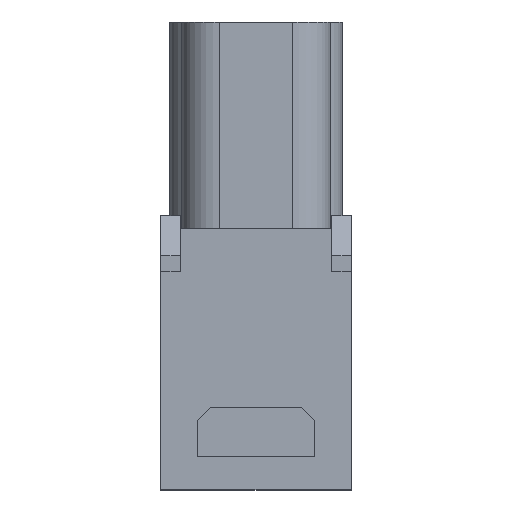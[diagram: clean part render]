
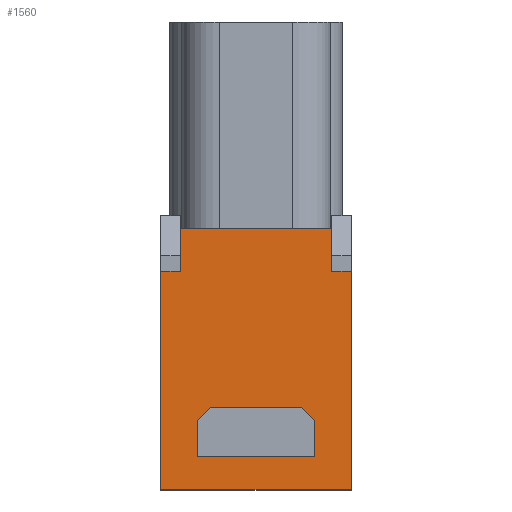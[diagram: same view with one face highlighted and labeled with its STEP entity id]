
A CAD part, top view. The second image highlights one B-rep face of the part: STEP entity #1560.
In plain terms, the highlighted planar face has unit normal (0, 0, 1).
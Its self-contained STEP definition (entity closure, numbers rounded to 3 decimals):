
#1266=FACE_BOUND('',#2288,.T.);
#1267=FACE_BOUND('',#2289,.T.);
#1560=ADVANCED_FACE('',(#1266,#1267),#1761,.T.);
#1761=PLANE('',#6156);
#2288=EDGE_LOOP('',(#3357,#3358,#3359,#3360,#3361,#3362));
#2289=EDGE_LOOP('',(#3363,#3364,#3365,#3366,#3367,#3368,#3369,#3370));
#3357=ORIENTED_EDGE('',*,*,#4345,.T.);
#3358=ORIENTED_EDGE('',*,*,#4334,.T.);
#3359=ORIENTED_EDGE('',*,*,#4337,.T.);
#3360=ORIENTED_EDGE('',*,*,#4339,.T.);
#3361=ORIENTED_EDGE('',*,*,#4341,.T.);
#3362=ORIENTED_EDGE('',*,*,#4343,.T.);
#3363=ORIENTED_EDGE('',*,*,#4592,.T.);
#3364=ORIENTED_EDGE('',*,*,#4593,.T.);
#3365=ORIENTED_EDGE('',*,*,#4590,.T.);
#3366=ORIENTED_EDGE('',*,*,#4575,.T.);
#3367=ORIENTED_EDGE('',*,*,#4594,.F.);
#3368=ORIENTED_EDGE('',*,*,#4572,.T.);
#3369=ORIENTED_EDGE('',*,*,#4561,.T.);
#3370=ORIENTED_EDGE('',*,*,#4533,.T.);
#3795=VERTEX_POINT('',#8551);
#3796=VERTEX_POINT('',#8552);
#3797=VERTEX_POINT('',#8557);
#3798=VERTEX_POINT('',#8561);
#3799=VERTEX_POINT('',#8565);
#3800=VERTEX_POINT('',#8569);
#3943=VERTEX_POINT('',#8991);
#3945=VERTEX_POINT('',#8995);
#3965=VERTEX_POINT('',#9053);
#3971=VERTEX_POINT('',#9074);
#3972=VERTEX_POINT('',#9078);
#3974=VERTEX_POINT('',#9081);
#3984=VERTEX_POINT('',#9111);
#3985=VERTEX_POINT('',#9115);
#4334=EDGE_CURVE('',#3795,#3796,#4918,.T.);
#4337=EDGE_CURVE('',#3796,#3797,#4921,.T.);
#4339=EDGE_CURVE('',#3797,#3798,#4923,.T.);
#4341=EDGE_CURVE('',#3798,#3799,#4925,.T.);
#4343=EDGE_CURVE('',#3799,#3800,#4927,.T.);
#4345=EDGE_CURVE('',#3800,#3795,#4929,.T.);
#4533=EDGE_CURVE('',#3943,#3945,#5037,.T.);
#4561=EDGE_CURVE('',#3965,#3943,#5065,.T.);
#4572=EDGE_CURVE('',#3971,#3965,#5076,.T.);
#4575=EDGE_CURVE('',#3974,#3972,#5079,.T.);
#4590=EDGE_CURVE('',#3984,#3974,#5094,.T.);
#4592=EDGE_CURVE('',#3945,#3985,#5096,.T.);
#4593=EDGE_CURVE('',#3985,#3984,#5097,.T.);
#4594=EDGE_CURVE('',#3971,#3972,#5098,.T.);
#4918=LINE('',#8550,#5416);
#4921=LINE('',#8556,#5419);
#4923=LINE('',#8560,#5421);
#4925=LINE('',#8564,#5423);
#4927=LINE('',#8568,#5425);
#4929=LINE('',#8572,#5427);
#5037=LINE('',#8996,#5535);
#5065=LINE('',#9052,#5563);
#5076=LINE('',#9073,#5574);
#5079=LINE('',#9080,#5577);
#5094=LINE('',#9110,#5592);
#5096=LINE('',#9114,#5594);
#5097=LINE('',#9116,#5595);
#5098=LINE('',#9117,#5596);
#5416=VECTOR('',#6747,1.);
#5419=VECTOR('',#6752,1.);
#5421=VECTOR('',#6756,1.);
#5423=VECTOR('',#6760,1.);
#5425=VECTOR('',#6764,1.);
#5427=VECTOR('',#6768,1.);
#5535=VECTOR('',#7218,1.);
#5563=VECTOR('',#7264,1.);
#5574=VECTOR('',#7283,1.);
#5577=VECTOR('',#7288,1.);
#5592=VECTOR('',#7313,1.);
#5594=VECTOR('',#7317,1.);
#5595=VECTOR('',#7318,1.);
#5596=VECTOR('',#7319,1.);
#6156=AXIS2_PLACEMENT_3D('',#9118,#7320,#7321);
#6747=DIRECTION('',(0.,-1.,0.));
#6752=DIRECTION('',(-1.,0.,0.));
#6756=DIRECTION('',(0.,1.,0.));
#6760=DIRECTION('',(0.707,0.707,0.));
#6764=DIRECTION('',(1.,0.,0.));
#6768=DIRECTION('',(0.707,-0.707,0.));
#7218=DIRECTION('',(-1.,0.,0.));
#7264=DIRECTION('',(0.,1.,0.));
#7283=DIRECTION('',(1.,0.,0.));
#7288=DIRECTION('',(-1.,0.,0.));
#7313=DIRECTION('',(0.,-1.,0.));
#7317=DIRECTION('',(0.,1.,0.));
#7318=DIRECTION('',(-1.,0.,0.));
#7319=DIRECTION('',(0.,1.,0.));
#7320=DIRECTION('',(0.,0.,1.));
#7321=DIRECTION('',(1.,0.,0.));
#8550=CARTESIAN_POINT('',(4.5,-12.5,15.15));
#8551=CARTESIAN_POINT('',(4.5,-12.5,15.15));
#8552=CARTESIAN_POINT('',(4.5,-15.3,15.15));
#8556=CARTESIAN_POINT('',(4.5,-15.3,15.15));
#8557=CARTESIAN_POINT('',(-4.5,-15.3,15.15));
#8560=CARTESIAN_POINT('',(-4.5,-15.3,15.15));
#8561=CARTESIAN_POINT('',(-4.5,-12.5,15.15));
#8564=CARTESIAN_POINT('',(-4.5,-12.5,15.15));
#8565=CARTESIAN_POINT('',(-3.5,-11.5,15.15));
#8568=CARTESIAN_POINT('',(-3.5,-11.5,15.15));
#8569=CARTESIAN_POINT('',(3.5,-11.5,15.15));
#8572=CARTESIAN_POINT('',(3.5,-11.5,15.15));
#8991=CARTESIAN_POINT('',(7.3,-1.1,15.15));
#8995=CARTESIAN_POINT('',(5.8,-1.1,15.15));
#8996=CARTESIAN_POINT('',(7.3,-1.1,15.15));
#9052=CARTESIAN_POINT('',(7.3,-17.8,15.15));
#9053=CARTESIAN_POINT('',(7.3,-17.8,15.15));
#9073=CARTESIAN_POINT('',(-7.3,-17.8,15.15));
#9074=CARTESIAN_POINT('',(-7.3,-17.8,15.15));
#9078=CARTESIAN_POINT('',(-7.3,-1.1,15.15));
#9080=CARTESIAN_POINT('',(-5.8,-1.1,15.15));
#9081=CARTESIAN_POINT('',(-5.8,-1.1,15.15));
#9110=CARTESIAN_POINT('',(-5.8,2.2,15.15));
#9111=CARTESIAN_POINT('',(-5.8,2.2,15.15));
#9114=CARTESIAN_POINT('',(5.8,-1.1,15.15));
#9115=CARTESIAN_POINT('',(5.8,2.2,15.15));
#9116=CARTESIAN_POINT('',(5.8,2.2,15.15));
#9117=CARTESIAN_POINT('',(-7.3,-17.8,15.15));
#9118=CARTESIAN_POINT('',(-7.3,-17.8,15.15));
